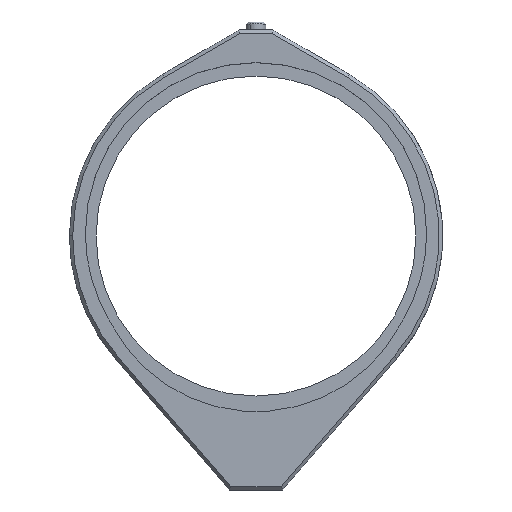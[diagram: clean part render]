
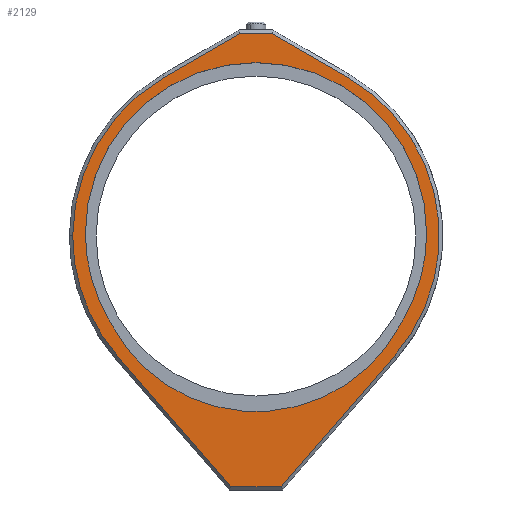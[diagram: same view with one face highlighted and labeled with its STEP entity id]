
A CAD part, top view. The second image highlights one B-rep face of the part: STEP entity #2129.
In plain terms, the highlighted planar face has unit normal (0, 0, 1).
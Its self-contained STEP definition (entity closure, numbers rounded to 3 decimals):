
#20 = AXIS2_PLACEMENT_3D ( 'NONE', #435, #998, #2310 ) ;
#38 = CARTESIAN_POINT ( 'NONE',  ( 0., -1.85, 10. ) ) ;
#42 = ORIENTED_EDGE ( 'NONE', *, *, #296, .T. ) ;
#50 = CARTESIAN_POINT ( 'NONE',  ( -2.5, 30.4, 10. ) ) ;
#86 = EDGE_CURVE ( 'NONE', #1689, #1188, #406, .T. ) ;
#90 = DIRECTION ( 'NONE',  ( 0., 0., 1. ) ) ;
#136 = ORIENTED_EDGE ( 'NONE', *, *, #1894, .T. ) ;
#148 = CIRCLE ( 'NONE', #2413, 25.6 ) ;
#189 = VERTEX_POINT ( 'NONE', #1583 ) ;
#232 = DIRECTION ( 'NONE',  ( 1., 0., 0. ) ) ;
#239 = CARTESIAN_POINT ( 'NONE',  ( 4., -37.6, 10. ) ) ;
#258 = CARTESIAN_POINT ( 'NONE',  ( 22.142, -12.45, 10. ) ) ;
#267 = VECTOR ( 'NONE', #1217, 1000. ) ;
#296 = EDGE_CURVE ( 'NONE', #1131, #2178, #1660, .T. ) ;
#312 = CARTESIAN_POINT ( 'NONE',  ( -20.765, -18.03, 10. ) ) ;
#360 = VERTEX_POINT ( 'NONE', #1982 ) ;
#406 = LINE ( 'NONE', #1164, #2239 ) ;
#435 = CARTESIAN_POINT ( 'NONE',  ( -56.738, -32.527, 10. ) ) ;
#445 = DIRECTION ( 'NONE',  ( 1., 0., 0. ) ) ;
#463 = CARTESIAN_POINT ( 'NONE',  ( 20.765, -18.03, 10. ) ) ;
#522 = EDGE_LOOP ( 'NONE', ( #1126, #1650, #1632, #622, #2212, #1463 ) ) ;
#564 = CARTESIAN_POINT ( 'NONE',  ( 21.552, -13.503, 10. ) ) ;
#571 = EDGE_CURVE ( 'NONE', #1704, #2338, #1479, .T. ) ;
#608 = ORIENTED_EDGE ( 'NONE', *, *, #1619, .T. ) ;
#622 = ORIENTED_EDGE ( 'NONE', *, *, #2317, .F. ) ;
#651 = PLANE ( 'NONE',  #1554 ) ;
#660 = VECTOR ( 'NONE', #1485, 1000. ) ;
#662 = VECTOR ( 'NONE', #2330, 1000. ) ;
#728 = AXIS2_PLACEMENT_3D ( 'NONE', #1955, #1579, #2139 ) ;
#755 = EDGE_CURVE ( 'NONE', #1188, #1267, #1924, .T. ) ;
#759 = CIRCLE ( 'NONE', #20, 40. ) ;
#770 = DIRECTION ( 'NONE',  ( 0., 0., 1. ) ) ;
#833 = CARTESIAN_POINT ( 'NONE',  ( -13.768, 23.805, 10. ) ) ;
#855 = CARTESIAN_POINT ( 'NONE',  ( 13.768, 23.805, 10. ) ) ;
#864 = EDGE_CURVE ( 'NONE', #2338, #360, #994, .T. ) ;
#872 = FACE_BOUND ( 'NONE', #522, .T. ) ;
#876 = VECTOR ( 'NONE', #2169, 1000. ) ;
#899 = DIRECTION ( 'NONE',  ( 1., 0., 0. ) ) ;
#904 = FACE_OUTER_BOUND ( 'NONE', #2118, .T. ) ;
#912 = CIRCLE ( 'NONE', #1170, 24.5 ) ;
#930 = DIRECTION ( 'NONE',  ( 0., 0., 1. ) ) ;
#941 = EDGE_CURVE ( 'NONE', #1245, #1704, #912, .T. ) ;
#957 = DIRECTION ( 'NONE',  ( 0.656, -0.755, 0. ) ) ;
#963 = CIRCLE ( 'NONE', #1541, 27.5 ) ;
#988 = EDGE_CURVE ( 'NONE', #2178, #1668, #1591, .T. ) ;
#994 = CIRCLE ( 'NONE', #1271, 25.6 ) ;
#998 = DIRECTION ( 'NONE',  ( 0., 0., -1. ) ) ;
#1012 = DIRECTION ( 'NONE',  ( 1., 0., 0. ) ) ;
#1043 = CARTESIAN_POINT ( 'NONE',  ( 0., 0., 10. ) ) ;
#1064 = CARTESIAN_POINT ( 'NONE',  ( 2.366, 30.4, 10. ) ) ;
#1086 = CIRCLE ( 'NONE', #2305, 27.5 ) ;
#1126 = ORIENTED_EDGE ( 'NONE', *, *, #941, .F. ) ;
#1131 = VERTEX_POINT ( 'NONE', #463 ) ;
#1164 = CARTESIAN_POINT ( 'NONE',  ( -3.622, -37.772, 10. ) ) ;
#1169 = LINE ( 'NONE', #50, #662 ) ;
#1170 = AXIS2_PLACEMENT_3D ( 'NONE', #38, #1395, #232 ) ;
#1176 = DIRECTION ( 'NONE',  ( 0., 0., 1. ) ) ;
#1188 = VERTEX_POINT ( 'NONE', #2446 ) ;
#1217 = DIRECTION ( 'NONE',  ( -0.866, 0.501, 0. ) ) ;
#1245 = VERTEX_POINT ( 'NONE', #1684 ) ;
#1247 = CARTESIAN_POINT ( 'NONE',  ( 0., 0., 10. ) ) ;
#1267 = VERTEX_POINT ( 'NONE', #1726 ) ;
#1271 = AXIS2_PLACEMENT_3D ( 'NONE', #2415, #930, #1311 ) ;
#1284 = AXIS2_PLACEMENT_3D ( 'NONE', #1862, #1513, #1489 ) ;
#1311 = DIRECTION ( 'NONE',  ( 1., 0., 0. ) ) ;
#1395 = DIRECTION ( 'NONE',  ( 0., 0., 1. ) ) ;
#1408 = CARTESIAN_POINT ( 'NONE',  ( 0., 0.4, 10. ) ) ;
#1428 = VERTEX_POINT ( 'NONE', #2057 ) ;
#1456 = CARTESIAN_POINT ( 'NONE',  ( -22.142, -12.45, 10. ) ) ;
#1463 = ORIENTED_EDGE ( 'NONE', *, *, #571, .F. ) ;
#1477 = DIRECTION ( 'NONE',  ( 0., 0., 1. ) ) ;
#1479 = CIRCLE ( 'NONE', #1284, 40. ) ;
#1485 = DIRECTION ( 'NONE',  ( 0.656, 0.755, 0. ) ) ;
#1489 = DIRECTION ( 'NONE',  ( 1., 0., 0. ) ) ;
#1495 = EDGE_CURVE ( 'NONE', #1428, #1689, #963, .T. ) ;
#1513 = DIRECTION ( 'NONE',  ( 0., 0., -1. ) ) ;
#1528 = LINE ( 'NONE', #2143, #660 ) ;
#1541 = AXIS2_PLACEMENT_3D ( 'NONE', #2039, #770, #1550 ) ;
#1550 = DIRECTION ( 'NONE',  ( 1., 0., 0. ) ) ;
#1554 = AXIS2_PLACEMENT_3D ( 'NONE', #1043, #1477, #2218 ) ;
#1568 = ORIENTED_EDGE ( 'NONE', *, *, #1495, .T. ) ;
#1579 = DIRECTION ( 'NONE',  ( 0., 0., 1. ) ) ;
#1583 = CARTESIAN_POINT ( 'NONE',  ( -2.366, 30.4, 10. ) ) ;
#1591 = LINE ( 'NONE', #2333, #267 ) ;
#1607 = EDGE_CURVE ( 'NONE', #1635, #2387, #148, .T. ) ;
#1619 = EDGE_CURVE ( 'NONE', #1668, #189, #1169, .T. ) ;
#1632 = ORIENTED_EDGE ( 'NONE', *, *, #1607, .F. ) ;
#1635 = VERTEX_POINT ( 'NONE', #1929 ) ;
#1644 = CARTESIAN_POINT ( 'NONE',  ( 0., 0., 10. ) ) ;
#1650 = ORIENTED_EDGE ( 'NONE', *, *, #1783, .F. ) ;
#1660 = CIRCLE ( 'NONE', #2062, 27.5 ) ;
#1668 = VERTEX_POINT ( 'NONE', #1064 ) ;
#1684 = CARTESIAN_POINT ( 'NONE',  ( -21.552, -13.503, 10. ) ) ;
#1689 = VERTEX_POINT ( 'NONE', #312 ) ;
#1704 = VERTEX_POINT ( 'NONE', #564 ) ;
#1726 = CARTESIAN_POINT ( 'NONE',  ( 3.772, -37.6, 10. ) ) ;
#1750 = CARTESIAN_POINT ( 'NONE',  ( -13.768, 23.805, 10. ) ) ;
#1773 = ORIENTED_EDGE ( 'NONE', *, *, #86, .T. ) ;
#1783 = EDGE_CURVE ( 'NONE', #2387, #1245, #759, .T. ) ;
#1791 = DIRECTION ( 'NONE',  ( 1., 0., 0. ) ) ;
#1818 = ORIENTED_EDGE ( 'NONE', *, *, #988, .T. ) ;
#1861 = LINE ( 'NONE', #833, #876 ) ;
#1862 = CARTESIAN_POINT ( 'NONE',  ( 56.738, -32.527, 10. ) ) ;
#1880 = ORIENTED_EDGE ( 'NONE', *, *, #755, .T. ) ;
#1894 = EDGE_CURVE ( 'NONE', #189, #2350, #1861, .T. ) ;
#1924 = LINE ( 'NONE', #239, #1958 ) ;
#1929 = CARTESIAN_POINT ( 'NONE',  ( -25.6, 0.4, 10. ) ) ;
#1955 = CARTESIAN_POINT ( 'NONE',  ( 0., 0.4, 10. ) ) ;
#1958 = VECTOR ( 'NONE', #445, 1000. ) ;
#1962 = DIRECTION ( 'NONE',  ( 0., 0., 1. ) ) ;
#1982 = CARTESIAN_POINT ( 'NONE',  ( 25.6, 0.4, 10. ) ) ;
#2039 = CARTESIAN_POINT ( 'NONE',  ( 0., 0., 10. ) ) ;
#2057 = CARTESIAN_POINT ( 'NONE',  ( -27.5, 0., 10. ) ) ;
#2062 = AXIS2_PLACEMENT_3D ( 'NONE', #1247, #90, #1791 ) ;
#2075 = ORIENTED_EDGE ( 'NONE', *, *, #2164, .T. ) ;
#2118 = EDGE_LOOP ( 'NONE', ( #1773, #1880, #2075, #42, #1818, #608, #136, #2180, #1568 ) ) ;
#2129 = ADVANCED_FACE ( 'NONE', ( #904, #872 ), #651, .T. ) ;
#2139 = DIRECTION ( 'NONE',  ( 1., 0., 0. ) ) ;
#2143 = CARTESIAN_POINT ( 'NONE',  ( 20.765, -18.03, 10. ) ) ;
#2164 = EDGE_CURVE ( 'NONE', #1267, #1131, #1528, .T. ) ;
#2169 = DIRECTION ( 'NONE',  ( -0.866, -0.501, 0. ) ) ;
#2178 = VERTEX_POINT ( 'NONE', #855 ) ;
#2180 = ORIENTED_EDGE ( 'NONE', *, *, #2362, .T. ) ;
#2212 = ORIENTED_EDGE ( 'NONE', *, *, #864, .F. ) ;
#2218 = DIRECTION ( 'NONE',  ( 1., 0., 0. ) ) ;
#2239 = VECTOR ( 'NONE', #957, 1000. ) ;
#2305 = AXIS2_PLACEMENT_3D ( 'NONE', #1644, #1962, #899 ) ;
#2310 = DIRECTION ( 'NONE',  ( -1., 0., 0. ) ) ;
#2317 = EDGE_CURVE ( 'NONE', #360, #1635, #2459, .T. ) ;
#2330 = DIRECTION ( 'NONE',  ( -1., 0., 0. ) ) ;
#2333 = CARTESIAN_POINT ( 'NONE',  ( 2.25, 30.467, 10. ) ) ;
#2338 = VERTEX_POINT ( 'NONE', #258 ) ;
#2350 = VERTEX_POINT ( 'NONE', #1750 ) ;
#2362 = EDGE_CURVE ( 'NONE', #2350, #1428, #1086, .T. ) ;
#2387 = VERTEX_POINT ( 'NONE', #1456 ) ;
#2413 = AXIS2_PLACEMENT_3D ( 'NONE', #1408, #1176, #1012 ) ;
#2415 = CARTESIAN_POINT ( 'NONE',  ( 0., 0.4, 10. ) ) ;
#2446 = CARTESIAN_POINT ( 'NONE',  ( -3.772, -37.6, 10. ) ) ;
#2459 = CIRCLE ( 'NONE', #728, 25.6 ) ;
